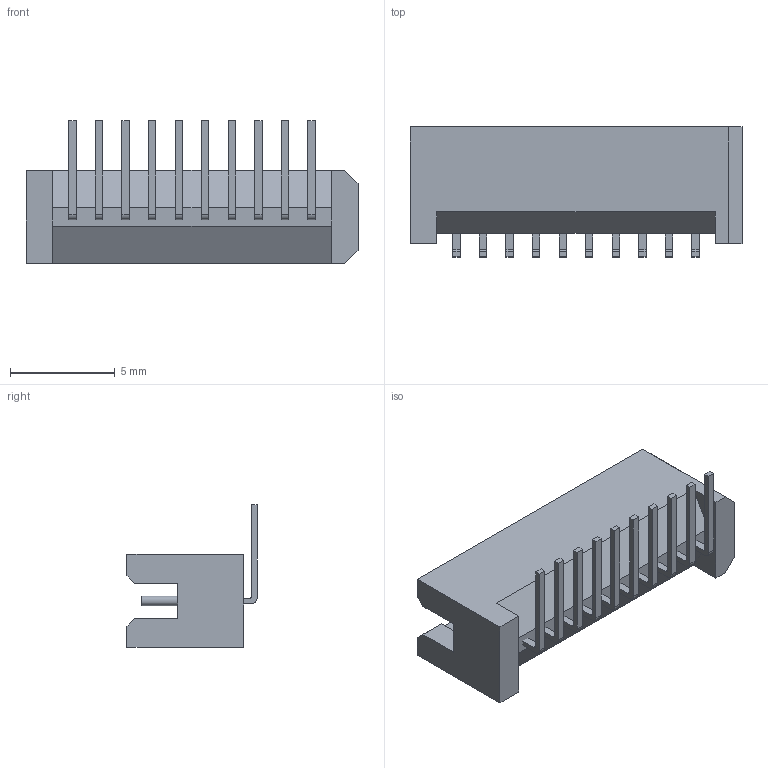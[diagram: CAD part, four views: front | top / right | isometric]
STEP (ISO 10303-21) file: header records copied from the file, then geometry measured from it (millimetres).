
FILE_DESCRIPTION( ( 'STEP AP214' ), '1' );
FILE_NAME( 'TFM-110-01-L-S-RA.stp', '2020-06-05T01:47:29', ( 'License CC BY-ND 4.0' ), ( 'CADENAS' ), ' ', 'PARTsolutions', ' ' );
FILE_SCHEMA( ( 'AUTOMOTIVE_DESIGN { 1 0 10303 214 1 1 1 1 }' ) );
Length unit declared in the file: inch
Products named in the file (3): TFM-110-01-L-S-RA; _TFM-110-01-L-S-RA_terminal; _TFM-110-01-L-S-RA_pins
Assembly tree (2 placements, depth 2):
  TFM-110-01-L-S-RA
    _TFM-110-01-L-S-RA_terminal
    _TFM-110-01-L-S-RA_pins
Bounding box: 15.88 x 6.22 x 6.83 mm (x, y, z)
Volume: 219.6 mm3; surface area: 621.4 mm2
Topology: 2 solids, 2 shells, 154 faces, 393 edges, 263 vertices
Faces by surface type: plane 124, cylinder 30
Full cylindrical faces by diameter (mm): 0.457 x10
Entity records: 5767 total; most frequent: CARTESIAN_POINT 783, DIRECTION 747, ORIENTED_EDGE 746, EDGE_CURVE 373, LINE 313, VECTOR 313, VERTEX_POINT 253, AXIS2_PLACEMENT_3D 217
